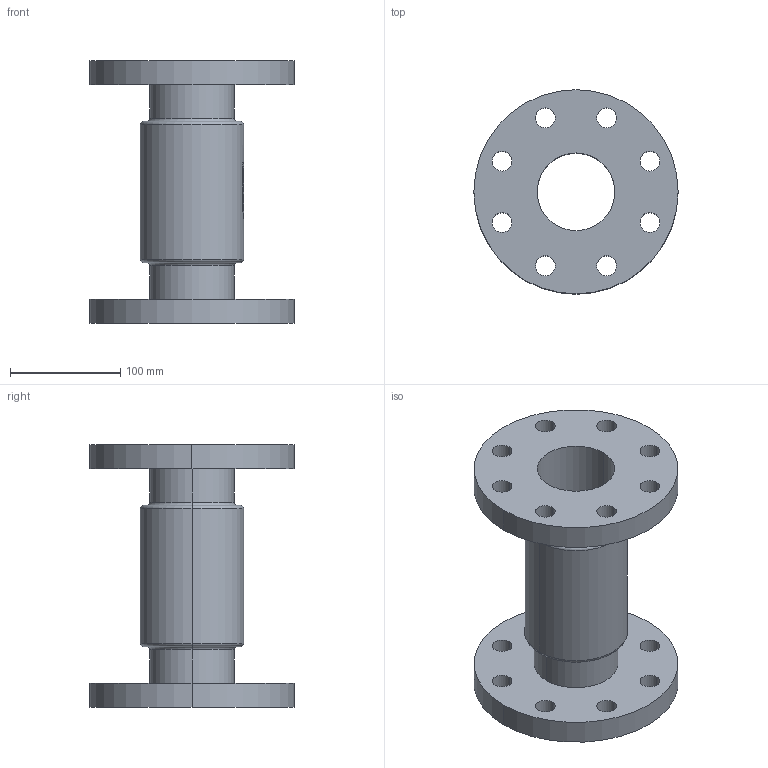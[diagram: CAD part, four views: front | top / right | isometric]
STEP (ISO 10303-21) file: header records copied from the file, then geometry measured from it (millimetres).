
FILE_DESCRIPTION (( 'STEP AP214' ), '1' );
FILE_NAME ('7120000_DN065_PN25_51420285.STEP', '2022-02-16T10:16:48', ( 'axxx' ), ( 'Hewlett-Packard Company' ), 'SwSTEP 2.0', 'SolidWorks 2019', '' );
FILE_SCHEMA (( 'AUTOMOTIVE_DESIGN' ));
Length unit declared in the file: millimetre
Products named in the file (1): 7120000_DN065_PN25_51420285
Bounding box: 185 x 185 x 238 mm (x, y, z)
Volume: 1347693.3 mm3; surface area: 239704.1 mm2
Topology: 1 solids, 1 shells, 559 faces, 1465 edges, 974 vertices
Faces by surface type: plane 249, bspline 238, cylinder 64, torus 8
Entity records: 30647 total; most frequent: CARTESIAN_POINT 18378, ORIENTED_EDGE 2930, DIRECTION 1748, EDGE_CURVE 1465, VERTEX_POINT 974, VECTOR 776, LINE 776, EDGE_LOOP 659
